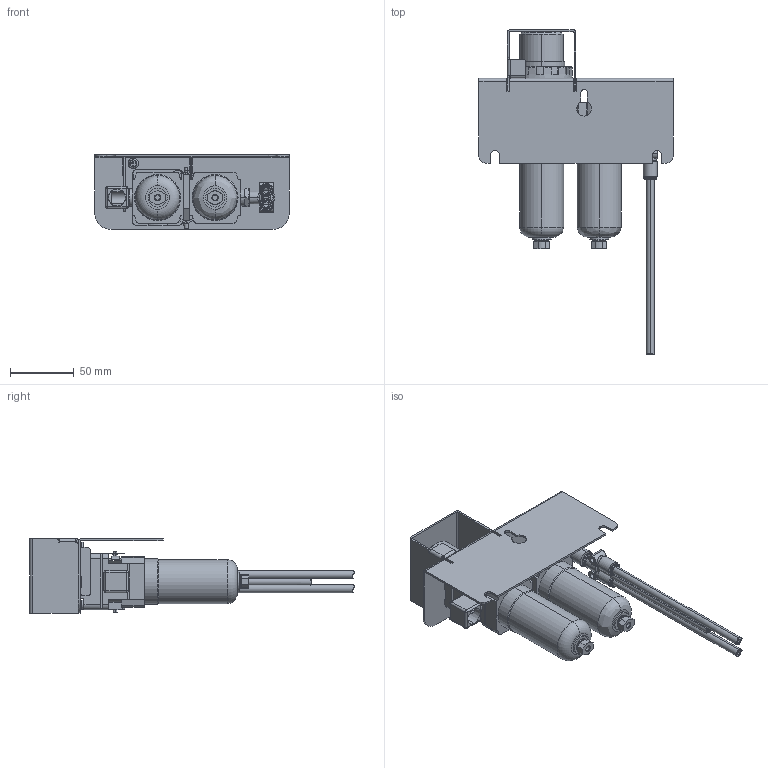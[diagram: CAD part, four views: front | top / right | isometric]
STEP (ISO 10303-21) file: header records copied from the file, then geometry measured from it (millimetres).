
FILE_DESCRIPTION (( 'STEP AP203' ), '1' );
FILE_NAME ('Infrared_Air_Filter.STEP', '2017-11-15T07:38:28', ( 'ITS' ), ( 'ITW Welding Group' ), 'SwSTEP 2.0', 'SolidWorks 2016', '' );
FILE_SCHEMA (( 'CONFIG_CONTROL_DESIGN' ));
Length unit declared in the file: inch
Products named in the file (1): Infrared_Air_Filter
Bounding box: 152.4 x 254.43 x 58.8 mm (x, y, z)
Surface area: 119184.7 mm2 (no closed solid volume)
Topology: 0 solids, 33 shells, 509 faces, 1629 edges, 1111 vertices
Faces by surface type: plane 235, cylinder 183, cone 51, torus 25, sphere 8, bspline 7
Entity records: 18899 total; most frequent: CARTESIAN_POINT 4588, DIRECTION 3021, ORIENTED_EDGE 2734, EDGE_CURVE 1620, VERTEX_POINT 1110, AXIS2_PLACEMENT_3D 1039, VECTOR 943, LINE 943
